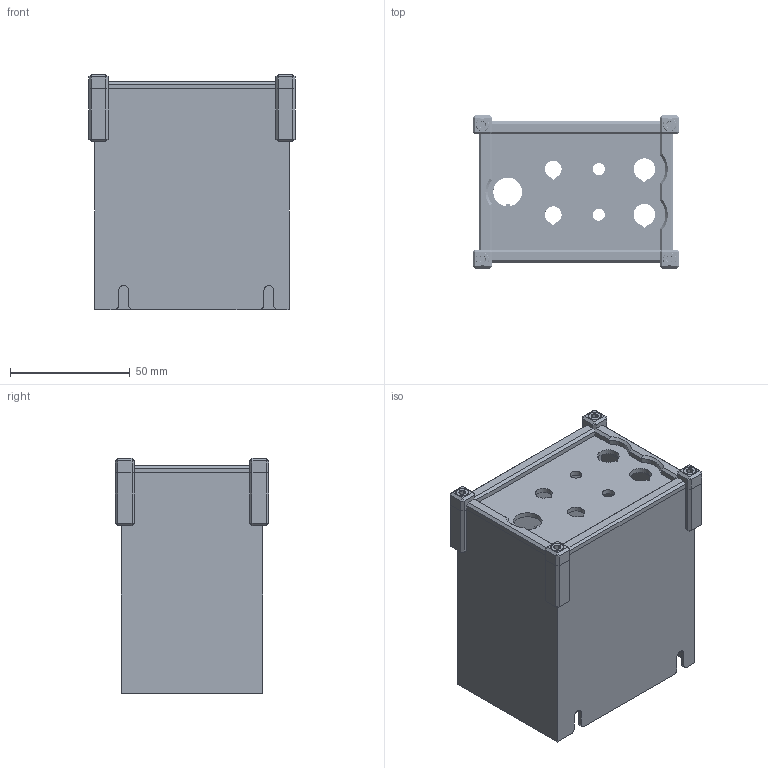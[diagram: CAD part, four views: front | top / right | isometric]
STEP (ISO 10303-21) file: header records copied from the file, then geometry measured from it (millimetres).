
FILE_DESCRIPTION(/* description */ (''),/* implementation_level */ '2;1');
FILE_NAME(/* name */ 'Enclosure v6.step',/* time_stamp */ '2019-12-23T12:53:03+01:00',/* author */ (''),/* organization */ (''),/* preprocessor_version */ 'ST-DEVELOPER v18',/* originating_system */ 'Autodesk Translation Framework v8.12.0.6',/* authorisation */ '');
FILE_SCHEMA (('AUTOMOTIVE_DESIGN { 1 0 10303 214 3 1 1 }'));
Length unit declared in the file: millimetre
Products named in the file (6): Enclosure; Frontplate; Adapter; Frame; Screws; 91290A123
Assembly tree (8 placements, depth 3):
  Enclosure
    Frontplate
    Adapter
    Frame
    Screws
      91290A123  x4
Bounding box: 86 x 64 x 98 mm (x, y, z)
Volume: 55664.1 mm3; surface area: 68233.7 mm2
Topology: 7 solids, 7 shells, 699 faces, 1882 edges, 1208 vertices
Faces by surface type: cylinder 370, plane 278, cone 43, bspline 8
Full cylindrical faces by diameter (mm): 2.35 x152, 3 x164, 5 x2, 5.5 x8
Entity records: 19231 total; most frequent: CARTESIAN_POINT 9741, ORIENTED_EDGE 2024, DIRECTION 1766, EDGE_CURVE 1012, LINE 706, VECTOR 706, VERTEX_POINT 635, AXIS2_PLACEMENT_3D 530
